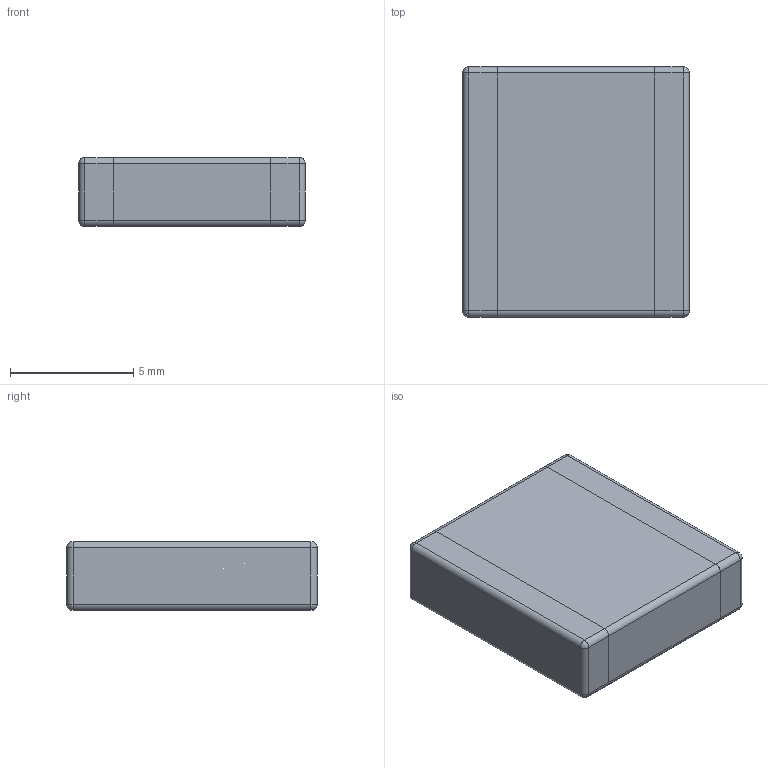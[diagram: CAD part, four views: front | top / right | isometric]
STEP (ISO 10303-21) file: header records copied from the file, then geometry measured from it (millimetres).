
FILE_DESCRIPTION(('Open CASCADE Model'),'2;1');
FILE_NAME('Open CASCADE Shape Model','2023-09-04T00:13:44',('Author'),('Open CASCADE'),'Open CASCADE STEP processor 7.7','Open CASCADE 7.7','Unknown');
FILE_SCHEMA(('AUTOMOTIVE_DESIGN { 1 0 10303 214 1 1 1 1 }'));
Length unit declared in the file: millimetre
Products named in the file (1): CAPC9210 (3640)
Bounding box: 9.2 x 10.16 x 2.8 mm (x, y, z)
Volume: 260.6 mm3; surface area: 285.8 mm2
Topology: 1 solids, 1 shells, 42 faces, 88 edges, 40 vertices
Faces by surface type: cylinder 20, plane 14, sphere 8
Entity records: 756 total; most frequent: ORIENTED_EDGE 131, CARTESIAN_POINT 85, EDGE_CURVE 80, AXIS2_PLACEMENT_3D 72, LINE 48, ADVANCED_FACE 42, FACE_BOUND 42, EDGE_LOOP 42
